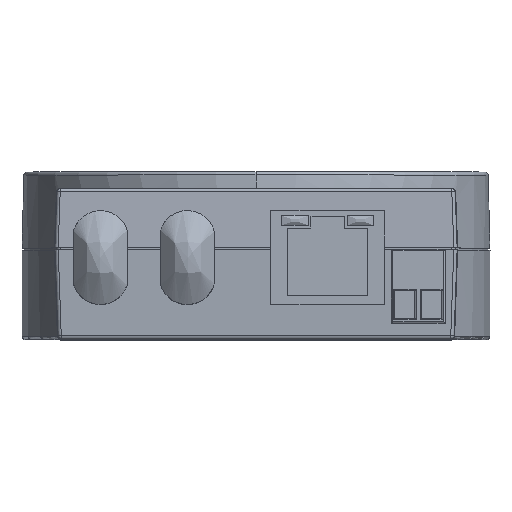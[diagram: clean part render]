
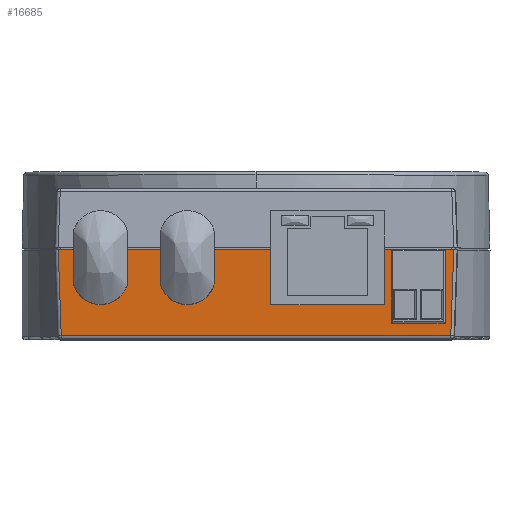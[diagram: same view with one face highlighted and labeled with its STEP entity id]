
A CAD part, top view. The second image highlights one B-rep face of the part: STEP entity #16685.
In plain terms, the highlighted planar face has unit normal (0, -0.035, 0.999).
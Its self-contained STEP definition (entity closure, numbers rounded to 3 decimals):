
#4809 = CARTESIAN_POINT ( 'NONE',  ( 2.2, -0.15, 50.995 ) ) ;
#4891 = CARTESIAN_POINT ( 'NONE',  ( 19.2, -0.15, 50.995 ) ) ;
#4949 = CARTESIAN_POINT ( 'NONE',  ( -29.495, -0.15, 50.995 ) ) ;
#5019 = CARTESIAN_POINT ( 'NONE',  ( 20.2, -0.15, 50.995 ) ) ;
#5020 = DIRECTION ( 'NONE',  ( 1., 0., 0. ) ) ;
#5021 = VECTOR ( 'NONE', #5020, 1000. ) ;
#5022 = CARTESIAN_POINT ( 'NONE',  ( 30., -0.15, 50.995 ) ) ;
#5023 = LINE ( 'NONE', #5022, #5021 ) ;
#5059 = CARTESIAN_POINT ( 'NONE',  ( 29.495, -0.15, 50.995 ) ) ;
#5060 = DIRECTION ( 'NONE',  ( 1., 0., 0. ) ) ;
#5061 = VECTOR ( 'NONE', #5060, 1000. ) ;
#5062 = CARTESIAN_POINT ( 'NONE',  ( 30., -0.15, 50.995 ) ) ;
#5063 = LINE ( 'NONE', #5062, #5061 ) ;
#5064 = CARTESIAN_POINT ( 'NONE',  ( 28.2, -0.15, 50.995 ) ) ;
#5089 = DIRECTION ( 'NONE',  ( 1., 0., 0. ) ) ;
#5090 = VECTOR ( 'NONE', #5089, 1000. ) ;
#5091 = CARTESIAN_POINT ( 'NONE',  ( 30., -0.15, 50.995 ) ) ;
#5092 = LINE ( 'NONE', #5091, #5090 ) ;
#5307 = FACE_OUTER_BOUND ( 'NONE', #16686, .T. ) ;
#5351 = CARTESIAN_POINT ( 'NONE',  ( 2.2, -8.36, 50.708 ) ) ;
#5352 = CARTESIAN_POINT ( 'NONE',  ( 19.2, -8.36, 50.708 ) ) ;
#5353 = DIRECTION ( 'NONE',  ( -1., 0., 0. ) ) ;
#5354 = VECTOR ( 'NONE', #5353, 1000. ) ;
#5355 = CARTESIAN_POINT ( 'NONE',  ( 30., -8.36, 50.708 ) ) ;
#5356 = LINE ( 'NONE', #5355, #5354 ) ;
#5357 = DIRECTION ( 'NONE',  ( 0., -0.999, -0.035 ) ) ;
#5358 = DIRECTION ( 'NONE',  ( 0., -0.035, 0.999 ) ) ;
#5359 = CARTESIAN_POINT ( 'NONE',  ( 30., 0., 51. ) ) ;
#5360 = AXIS2_PLACEMENT_3D ( 'NONE', #5359, #5358, #5357 ) ;
#5361 = PLANE ( 'NONE',  #5360 ) ;
#5432 = DIRECTION ( 'NONE',  ( 0., -0.999, -0.035 ) ) ;
#5433 = VECTOR ( 'NONE', #5432, 1000. ) ;
#5434 = CARTESIAN_POINT ( 'NONE',  ( 19.2, 0., 51. ) ) ;
#5435 = LINE ( 'NONE', #5434, #5433 ) ;
#5436 = DIRECTION ( 'NONE',  ( 0., 0.999, 0.035 ) ) ;
#5437 = VECTOR ( 'NONE', #5436, 1000. ) ;
#5438 = CARTESIAN_POINT ( 'NONE',  ( 20.2, 0., 51. ) ) ;
#5439 = LINE ( 'NONE', #5438, #5437 ) ;
#5440 = CARTESIAN_POINT ( 'NONE',  ( 20.2, -11.15, 50.611 ) ) ;
#5441 = DIRECTION ( 'NONE',  ( -1., 0., 0. ) ) ;
#5442 = VECTOR ( 'NONE', #5441, 1000. ) ;
#5443 = CARTESIAN_POINT ( 'NONE',  ( 30., -11.15, 50.611 ) ) ;
#5444 = LINE ( 'NONE', #5443, #5442 ) ;
#5445 = CARTESIAN_POINT ( 'NONE',  ( 28.2, -11.15, 50.611 ) ) ;
#5461 = DIRECTION ( 'NONE',  ( 0., -0.999, -0.035 ) ) ;
#5462 = VECTOR ( 'NONE', #5461, 1000. ) ;
#5463 = CARTESIAN_POINT ( 'NONE',  ( 28.2, 0., 51. ) ) ;
#5464 = LINE ( 'NONE', #5463, #5462 ) ;
#5465 = DIRECTION ( 'NONE',  ( 0.035, 0.999, 0.035 ) ) ;
#5466 = VECTOR ( 'NONE', #5465, 1000. ) ;
#5467 = CARTESIAN_POINT ( 'NONE',  ( 29.501, 0.017, 51.001 ) ) ;
#5468 = LINE ( 'NONE', #5467, #5466 ) ;
#5469 = CARTESIAN_POINT ( 'NONE',  ( 29.046, -13.017, 50.545 ) ) ;
#5470 = DIRECTION ( 'NONE',  ( 1., 0., 0. ) ) ;
#5471 = VECTOR ( 'NONE', #5470, 1000. ) ;
#5472 = CARTESIAN_POINT ( 'NONE',  ( 29.529, -13.017, 50.545 ) ) ;
#5473 = LINE ( 'NONE', #5472, #5471 ) ;
#5474 = CARTESIAN_POINT ( 'NONE',  ( -29.046, -13.017, 50.545 ) ) ;
#5475 = DIRECTION ( 'NONE',  ( 0.035, -0.999, -0.035 ) ) ;
#5476 = VECTOR ( 'NONE', #5475, 1000. ) ;
#5477 = CARTESIAN_POINT ( 'NONE',  ( -29.428, -2.073, 50.928 ) ) ;
#5478 = LINE ( 'NONE', #5477, #5476 ) ;
#5479 = DIRECTION ( 'NONE',  ( 0., 0.999, 0.035 ) ) ;
#5480 = VECTOR ( 'NONE', #5479, 1000. ) ;
#5481 = CARTESIAN_POINT ( 'NONE',  ( 2.2, 0., 51. ) ) ;
#5482 = LINE ( 'NONE', #5481, #5480 ) ;
#16376 = VERTEX_POINT ( 'NONE', #4809 ) ;
#16433 = VERTEX_POINT ( 'NONE', #4891 ) ;
#16467 = VERTEX_POINT ( 'NONE', #4949 ) ;
#16498 = EDGE_CURVE ( 'NONE', #16433, #16499, #5023, .T. ) ;
#16499 = VERTEX_POINT ( 'NONE', #5019 ) ;
#16508 = VERTEX_POINT ( 'NONE', #5064 ) ;
#16510 = EDGE_CURVE ( 'NONE', #16508, #16511, #5063, .T. ) ;
#16511 = VERTEX_POINT ( 'NONE', #5059 ) ;
#16531 = EDGE_CURVE ( 'NONE', #16467, #16376, #5092, .T. ) ;
#16685 = ADVANCED_FACE ( 'NONE', ( #5307 ), #5361, .T. ) ;
#16686 = EDGE_LOOP ( 'NONE', ( #16687, #16749, #16751, #16752, #16755, #16758, #16760, #16761, #16737, #16740, #16742, #16743 ) ) ;
#16687 = ORIENTED_EDGE ( 'NONE', *, *, #16688, .T. ) ;
#16688 = EDGE_CURVE ( 'NONE', #16689, #16690, #5356, .T. ) ;
#16689 = VERTEX_POINT ( 'NONE', #5352 ) ;
#16690 = VERTEX_POINT ( 'NONE', #5351 ) ;
#16736 = VERTEX_POINT ( 'NONE', #5445 ) ;
#16737 = ORIENTED_EDGE ( 'NONE', *, *, #16738, .T. ) ;
#16738 = EDGE_CURVE ( 'NONE', #16736, #16739, #5444, .T. ) ;
#16739 = VERTEX_POINT ( 'NONE', #5440 ) ;
#16740 = ORIENTED_EDGE ( 'NONE', *, *, #16741, .T. ) ;
#16741 = EDGE_CURVE ( 'NONE', #16739, #16499, #5439, .T. ) ;
#16742 = ORIENTED_EDGE ( 'NONE', *, *, #16498, .F. ) ;
#16743 = ORIENTED_EDGE ( 'NONE', *, *, #16744, .T. ) ;
#16744 = EDGE_CURVE ( 'NONE', #16433, #16689, #5435, .T. ) ;
#16749 = ORIENTED_EDGE ( 'NONE', *, *, #16750, .T. ) ;
#16750 = EDGE_CURVE ( 'NONE', #16690, #16376, #5482, .T. ) ;
#16751 = ORIENTED_EDGE ( 'NONE', *, *, #16531, .F. ) ;
#16752 = ORIENTED_EDGE ( 'NONE', *, *, #16753, .T. ) ;
#16753 = EDGE_CURVE ( 'NONE', #16467, #16754, #5478, .T. ) ;
#16754 = VERTEX_POINT ( 'NONE', #5474 ) ;
#16755 = ORIENTED_EDGE ( 'NONE', *, *, #16756, .T. ) ;
#16756 = EDGE_CURVE ( 'NONE', #16754, #16757, #5473, .T. ) ;
#16757 = VERTEX_POINT ( 'NONE', #5469 ) ;
#16758 = ORIENTED_EDGE ( 'NONE', *, *, #16759, .T. ) ;
#16759 = EDGE_CURVE ( 'NONE', #16757, #16511, #5468, .T. ) ;
#16760 = ORIENTED_EDGE ( 'NONE', *, *, #16510, .F. ) ;
#16761 = ORIENTED_EDGE ( 'NONE', *, *, #16762, .T. ) ;
#16762 = EDGE_CURVE ( 'NONE', #16508, #16736, #5464, .T. ) ;
